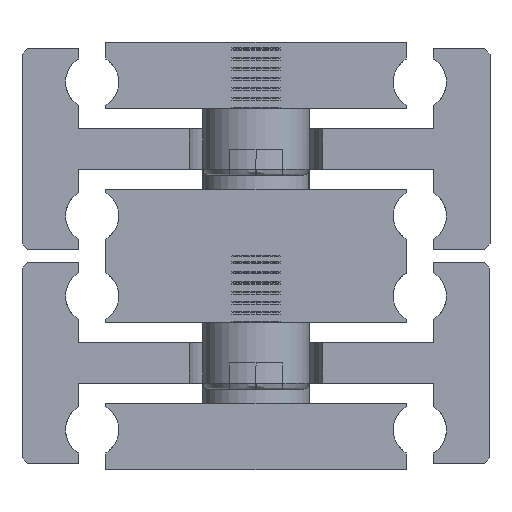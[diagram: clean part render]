
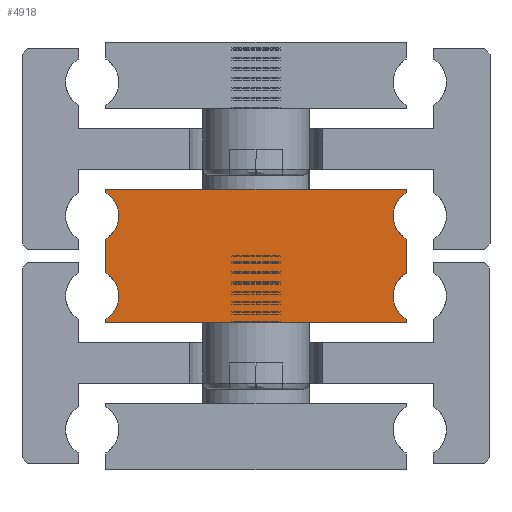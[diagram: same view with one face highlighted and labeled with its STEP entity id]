
A CAD part, front view. The second image highlights one B-rep face of the part: STEP entity #4918.
In plain terms, the highlighted planar face has unit normal (0, -1, 0).
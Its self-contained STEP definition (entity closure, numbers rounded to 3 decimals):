
#2696=CARTESIAN_POINT('',(-20.5,-450.0,0.5));
#2697=VERTEX_POINT('',#2696);
#2706=CARTESIAN_POINT('',(-22.5,-450.0,3.964));
#2707=VERTEX_POINT('',#2706);
#2708=CARTESIAN_POINT('',(-24.5,-450.0,0.5));
#2709=DIRECTION('',(0.0,1.0,0.0));
#2710=DIRECTION('',(1.0,0.0,0.0));
#2711=AXIS2_PLACEMENT_3D('',#2708,#2709,#2710);
#2712=CIRCLE('',#2711,4.0);
#2713=EDGE_CURVE('',#2707,#2697,#2712,.T.);
#2845=CARTESIAN_POINT('',(22.5,-450.0,3.964));
#2846=VERTEX_POINT('',#2845);
#2853=CARTESIAN_POINT('',(20.5,-450.0,0.5));
#2854=VERTEX_POINT('',#2853);
#2855=CARTESIAN_POINT('',(24.5,-450.0,0.5));
#2856=DIRECTION('',(0.0,1.0,0.0));
#2857=DIRECTION('',(1.0,0.0,0.0));
#2858=AXIS2_PLACEMENT_3D('',#2855,#2856,#2857);
#2859=CIRCLE('',#2858,4.0);
#2860=EDGE_CURVE('',#2854,#2846,#2859,.T.);
#2922=CARTESIAN_POINT('',(-20.5,-450.0,12.5));
#2923=VERTEX_POINT('',#2922);
#2932=CARTESIAN_POINT('',(-22.5,-450.0,15.964));
#2933=VERTEX_POINT('',#2932);
#2934=CARTESIAN_POINT('',(-24.5,-450.0,12.5));
#2935=DIRECTION('',(0.0,1.0,0.0));
#2936=DIRECTION('',(1.0,0.0,0.0));
#2937=AXIS2_PLACEMENT_3D('',#2934,#2935,#2936);
#2938=CIRCLE('',#2937,4.0);
#2939=EDGE_CURVE('',#2933,#2923,#2938,.T.);
#3037=CARTESIAN_POINT('',(22.5,-450.0,15.964));
#3038=VERTEX_POINT('',#3037);
#3045=CARTESIAN_POINT('',(20.5,-450.0,12.5));
#3046=VERTEX_POINT('',#3045);
#3047=CARTESIAN_POINT('',(24.5,-450.0,12.5));
#3048=DIRECTION('',(0.0,1.0,0.0));
#3049=DIRECTION('',(1.0,0.0,0.0));
#3050=AXIS2_PLACEMENT_3D('',#3047,#3048,#3049);
#3051=CIRCLE('',#3050,4.0);
#3052=EDGE_CURVE('',#3046,#3038,#3051,.T.);
#4073=CARTESIAN_POINT('',(0.,-450.0,-3.5));
#4074=VERTEX_POINT('',#4073);
#4208=CARTESIAN_POINT('',(22.5,-450.0,-3.5));
#4209=VERTEX_POINT('',#4208);
#4216=CARTESIAN_POINT('',(22.5,-450.0,-3.5));
#4217=DIRECTION('',(-1.0,0.0,0.0));
#4218=VECTOR('',#4217,22.5);
#4219=LINE('',#4216,#4218);
#4220=EDGE_CURVE('',#4209,#4074,#4219,.T.);
#4225=CARTESIAN_POINT('',(-22.5,-450.0,-3.5));
#4226=VERTEX_POINT('',#4225);
#4227=CARTESIAN_POINT('',(0.,-450.0,-3.5));
#4228=DIRECTION('',(-1.0,0.0,0.0));
#4229=VECTOR('',#4228,22.5);
#4230=LINE('',#4227,#4229);
#4231=EDGE_CURVE('',#4074,#4226,#4230,.T.);
#4540=CARTESIAN_POINT('',(22.5,-450.0,-2.964));
#4541=VERTEX_POINT('',#4540);
#4548=CARTESIAN_POINT('',(22.5,-450.0,-2.964));
#4549=DIRECTION('',(0.0,0.0,-1.0));
#4550=VECTOR('',#4549,0.536);
#4551=LINE('',#4548,#4550);
#4552=EDGE_CURVE('',#4541,#4209,#4551,.T.);
#4567=CARTESIAN_POINT('',(22.5,-450.0,9.036));
#4568=VERTEX_POINT('',#4567);
#4569=CARTESIAN_POINT('',(24.5,-450.0,12.5));
#4570=DIRECTION('',(0.0,1.0,0.0));
#4571=DIRECTION('',(1.0,0.0,0.0));
#4572=AXIS2_PLACEMENT_3D('',#4569,#4570,#4571);
#4573=CIRCLE('',#4572,4.0);
#4574=EDGE_CURVE('',#4568,#3046,#4573,.T.);
#4612=CARTESIAN_POINT('',(-22.5,-450.0,9.036));
#4613=VERTEX_POINT('',#4612);
#4620=CARTESIAN_POINT('',(-24.5,-450.0,12.5));
#4621=DIRECTION('',(0.0,1.0,0.0));
#4622=DIRECTION('',(1.0,0.0,0.0));
#4623=AXIS2_PLACEMENT_3D('',#4620,#4621,#4622);
#4624=CIRCLE('',#4623,4.0);
#4625=EDGE_CURVE('',#2923,#4613,#4624,.T.);
#4645=CARTESIAN_POINT('',(22.5,-450.0,9.036));
#4646=DIRECTION('',(0.0,0.0,-1.0));
#4647=VECTOR('',#4646,5.072);
#4648=LINE('',#4645,#4647);
#4649=EDGE_CURVE('',#4568,#2846,#4648,.T.);
#4669=CARTESIAN_POINT('',(22.5,-450.0,16.5));
#4670=VERTEX_POINT('',#4669);
#4677=CARTESIAN_POINT('',(22.5,-450.0,16.5));
#4678=DIRECTION('',(0.0,0.0,-1.0));
#4679=VECTOR('',#4678,0.536);
#4680=LINE('',#4677,#4679);
#4681=EDGE_CURVE('',#4670,#3038,#4680,.T.);
#4699=CARTESIAN_POINT('',(-22.5,-450.0,3.964));
#4700=DIRECTION('',(0.0,0.0,1.0));
#4701=VECTOR('',#4700,5.072);
#4702=LINE('',#4699,#4701);
#4703=EDGE_CURVE('',#2707,#4613,#4702,.T.);
#4787=CARTESIAN_POINT('',(24.5,-450.0,0.5));
#4788=DIRECTION('',(0.0,1.0,0.0));
#4789=DIRECTION('',(1.0,0.0,0.0));
#4790=AXIS2_PLACEMENT_3D('',#4787,#4788,#4789);
#4791=CIRCLE('',#4790,4.0);
#4792=EDGE_CURVE('',#4541,#2854,#4791,.T.);
#4818=CARTESIAN_POINT('',(-22.5,-450.0,-2.964));
#4819=VERTEX_POINT('',#4818);
#4826=CARTESIAN_POINT('',(-24.5,-450.0,0.5));
#4827=DIRECTION('',(0.0,1.0,0.0));
#4828=DIRECTION('',(1.0,0.0,0.0));
#4829=AXIS2_PLACEMENT_3D('',#4826,#4827,#4828);
#4830=CIRCLE('',#4829,4.0);
#4831=EDGE_CURVE('',#2697,#4819,#4830,.T.);
#4856=CARTESIAN_POINT('',(-22.5,-450.0,-3.5));
#4857=DIRECTION('',(0.0,0.0,1.0));
#4858=VECTOR('',#4857,0.536);
#4859=LINE('',#4856,#4858);
#4860=EDGE_CURVE('',#4226,#4819,#4859,.T.);
#4871=CARTESIAN_POINT('',(-22.5,-450.0,16.5));
#4872=VERTEX_POINT('',#4871);
#4873=CARTESIAN_POINT('',(-22.5,-450.0,15.964));
#4874=DIRECTION('',(0.0,0.0,1.0));
#4875=VECTOR('',#4874,0.536);
#4876=LINE('',#4873,#4875);
#4877=EDGE_CURVE('',#2933,#4872,#4876,.T.);
#4889=CARTESIAN_POINT('',(0.,-450.0,1.5));
#4890=DIRECTION('',(0.0,1.0,0.0));
#4891=DIRECTION('',(0.0,0.0,1.0));
#4892=AXIS2_PLACEMENT_3D('',#4889,#4890,#4891);
#4893=PLANE('',#4892);
#4894=ORIENTED_EDGE('',*,*,#4574,.T.);
#4895=ORIENTED_EDGE('',*,*,#3052,.T.);
#4896=ORIENTED_EDGE('',*,*,#4681,.F.);
#4897=CARTESIAN_POINT('',(-22.5,-450.0,16.5));
#4898=DIRECTION('',(1.0,0.0,0.0));
#4899=VECTOR('',#4898,45.);
#4900=LINE('',#4897,#4899);
#4901=EDGE_CURVE('',#4872,#4670,#4900,.T.);
#4902=ORIENTED_EDGE('',*,*,#4901,.F.);
#4903=ORIENTED_EDGE('',*,*,#4877,.F.);
#4904=ORIENTED_EDGE('',*,*,#2939,.T.);
#4905=ORIENTED_EDGE('',*,*,#4625,.T.);
#4906=ORIENTED_EDGE('',*,*,#4703,.F.);
#4907=ORIENTED_EDGE('',*,*,#2713,.T.);
#4908=ORIENTED_EDGE('',*,*,#4831,.T.);
#4909=ORIENTED_EDGE('',*,*,#4860,.F.);
#4910=ORIENTED_EDGE('',*,*,#4231,.F.);
#4911=ORIENTED_EDGE('',*,*,#4220,.F.);
#4912=ORIENTED_EDGE('',*,*,#4552,.F.);
#4913=ORIENTED_EDGE('',*,*,#4792,.T.);
#4914=ORIENTED_EDGE('',*,*,#2860,.T.);
#4915=ORIENTED_EDGE('',*,*,#4649,.F.);
#4916=EDGE_LOOP('',(#4894,#4895,#4896,#4902,#4903,#4904,#4905,#4906,#4907,#4908,#4909,#4910,#4911,#4912,#4913,#4914,#4915));
#4917=FACE_OUTER_BOUND('',#4916,.T.);
#4918=ADVANCED_FACE('',(#4917),#4893,.F.);
